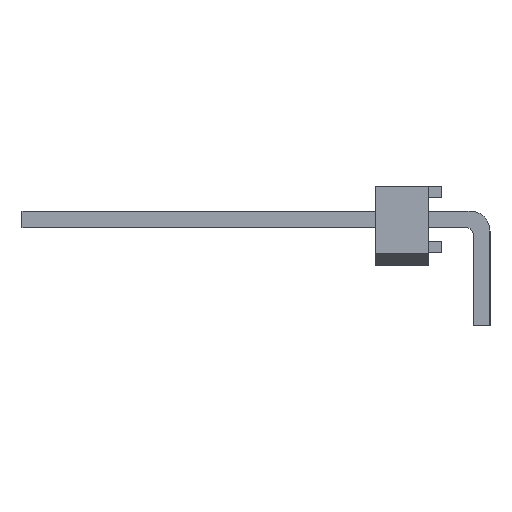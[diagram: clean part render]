
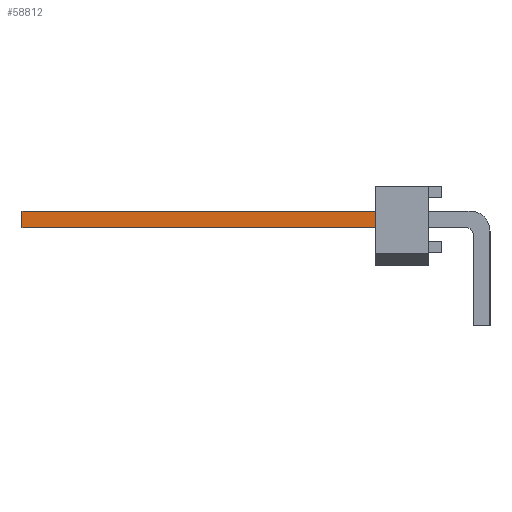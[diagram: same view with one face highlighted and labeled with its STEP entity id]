
A CAD part, left-side view. The second image highlights one B-rep face of the part: STEP entity #58812.
In plain terms, the highlighted face is planar.
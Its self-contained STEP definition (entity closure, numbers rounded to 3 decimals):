
#56369 = VERTEX_POINT('',#56370);
#56370 = CARTESIAN_POINT('',(48.578,17.526,-0.318));
#56376 = EDGE_CURVE('',#56377,#56369,#56379,.T.);
#56377 = VERTEX_POINT('',#56378);
#56378 = CARTESIAN_POINT('',(48.578,2.921,-0.318));
#56379 = LINE('',#56380,#56381);
#56380 = CARTESIAN_POINT('',(48.578,0.445,-0.318));
#56381 = VECTOR('',#56382,1.);
#56382 = DIRECTION('',(0.,1.,0.));
#57929 = VERTEX_POINT('',#57930);
#57930 = CARTESIAN_POINT('',(48.578,2.921,0.318));
#57936 = EDGE_CURVE('',#57937,#57929,#57939,.T.);
#57937 = VERTEX_POINT('',#57938);
#57938 = CARTESIAN_POINT('',(48.578,17.526,0.318));
#57939 = LINE('',#57940,#57941);
#57940 = CARTESIAN_POINT('',(48.578,17.526,0.318));
#57941 = VECTOR('',#57942,1.);
#57942 = DIRECTION('',(0.,-1.,0.));
#58801 = EDGE_CURVE('',#56369,#57937,#58802,.T.);
#58802 = LINE('',#58803,#58804);
#58803 = CARTESIAN_POINT('',(48.578,17.526,-0.318));
#58804 = VECTOR('',#58805,1.);
#58805 = DIRECTION('',(0.,0.,1.));
#58812 = ADVANCED_FACE('',(#58813),#58824,.T.);
#58813 = FACE_BOUND('',#58814,.T.);
#58814 = EDGE_LOOP('',(#58815,#58816,#58822,#58823));
#58815 = ORIENTED_EDGE('',*,*,#57936,.T.);
#58816 = ORIENTED_EDGE('',*,*,#58817,.T.);
#58817 = EDGE_CURVE('',#57929,#56377,#58818,.T.);
#58818 = LINE('',#58819,#58820);
#58819 = CARTESIAN_POINT('',(48.578,2.921,0.445));
#58820 = VECTOR('',#58821,1.);
#58821 = DIRECTION('',(0.,0.,-1.));
#58822 = ORIENTED_EDGE('',*,*,#56376,.T.);
#58823 = ORIENTED_EDGE('',*,*,#58801,.T.);
#58824 = PLANE('',#58825);
#58825 = AXIS2_PLACEMENT_3D('',#58826,#58827,#58828);
#58826 = CARTESIAN_POINT('',(48.578,0.445,0.445));
#58827 = DIRECTION('',(1.,0.,0.));
#58828 = DIRECTION('',(0.,0.,-1.));
